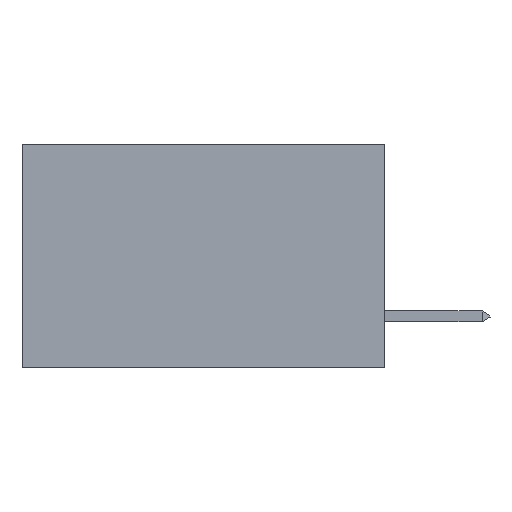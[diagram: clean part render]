
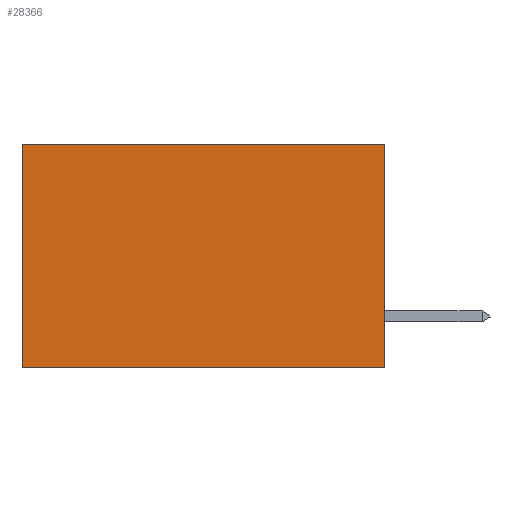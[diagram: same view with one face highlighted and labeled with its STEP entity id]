
A CAD part, left-side view. The second image highlights one B-rep face of the part: STEP entity #28366.
In plain terms, the highlighted planar face has unit normal (-1, 0, 0).
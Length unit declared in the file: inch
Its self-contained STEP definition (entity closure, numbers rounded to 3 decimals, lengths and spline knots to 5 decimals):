
#2067 = DIRECTION ( 'NONE',  ( 0., 0., -1. ) ) ;
#2418 = AXIS2_PLACEMENT_3D ( 'NONE', #16515, #16618, #2067 ) ;
#2718 = VECTOR ( 'NONE', #5263, 39.37008 ) ;
#2825 = VECTOR ( 'NONE', #25640, 39.37008 ) ;
#3192 = CARTESIAN_POINT ( 'NONE',  ( 0.2875, 0., 0. ) ) ;
#4554 = EDGE_LOOP ( 'NONE', ( #18827, #31038, #25282, #13548 ) ) ;
#4698 = EDGE_CURVE ( 'NONE', #9058, #29324, #9888, .T. ) ;
#5263 = DIRECTION ( 'NONE',  ( 0., 0., -1. ) ) ;
#5392 = DIRECTION ( 'NONE',  ( 0., 0., -1. ) ) ;
#5509 = CARTESIAN_POINT ( 'NONE',  ( 0.2875, 0., 0. ) ) ;
#7120 = LINE ( 'NONE', #3192, #2825 ) ;
#7866 = CARTESIAN_POINT ( 'NONE',  ( 0.2875, 0., -0.37 ) ) ;
#8354 = VERTEX_POINT ( 'NONE', #26245 ) ;
#9058 = VERTEX_POINT ( 'NONE', #21908 ) ;
#9888 = LINE ( 'NONE', #5509, #22291 ) ;
#10093 = FACE_OUTER_BOUND ( 'NONE', #4554, .T. ) ;
#11595 = VERTEX_POINT ( 'NONE', #29508 ) ;
#11929 = LINE ( 'NONE', #7866, #31733 ) ;
#12368 = EDGE_CURVE ( 'NONE', #9058, #11595, #7120, .T. ) ;
#13548 = ORIENTED_EDGE ( 'NONE', *, *, #12368, .T. ) ;
#13938 = LINE ( 'NONE', #24917, #2718 ) ;
#16515 = CARTESIAN_POINT ( 'NONE',  ( 0.2875, 0., 0. ) ) ;
#16541 = EDGE_CURVE ( 'NONE', #29324, #8354, #11929, .T. ) ;
#16618 = DIRECTION ( 'NONE',  ( 1., 0., 0. ) ) ;
#18827 = ORIENTED_EDGE ( 'NONE', *, *, #22963, .T. ) ;
#21908 = CARTESIAN_POINT ( 'NONE',  ( 0.2875, 0., 0. ) ) ;
#22291 = VECTOR ( 'NONE', #5392, 39.37008 ) ;
#22963 = EDGE_CURVE ( 'NONE', #11595, #8354, #13938, .T. ) ;
#23966 = CARTESIAN_POINT ( 'NONE',  ( 0.2875, 0., -0.37 ) ) ;
#24394 = PLANE ( 'NONE',  #2418 ) ;
#24917 = CARTESIAN_POINT ( 'NONE',  ( 0.2875, 0.6, 0. ) ) ;
#25282 = ORIENTED_EDGE ( 'NONE', *, *, #4698, .F. ) ;
#25640 = DIRECTION ( 'NONE',  ( 0., 1., 0. ) ) ;
#26245 = CARTESIAN_POINT ( 'NONE',  ( 0.2875, 0.6, -0.37 ) ) ;
#28366 = ADVANCED_FACE ( 'NONE', ( #10093 ), #24394, .F. ) ;
#29324 = VERTEX_POINT ( 'NONE', #23966 ) ;
#29508 = CARTESIAN_POINT ( 'NONE',  ( 0.2875, 0.6, 0. ) ) ;
#30213 = DIRECTION ( 'NONE',  ( 0., 1., 0. ) ) ;
#31038 = ORIENTED_EDGE ( 'NONE', *, *, #16541, .F. ) ;
#31733 = VECTOR ( 'NONE', #30213, 39.37008 ) ;
